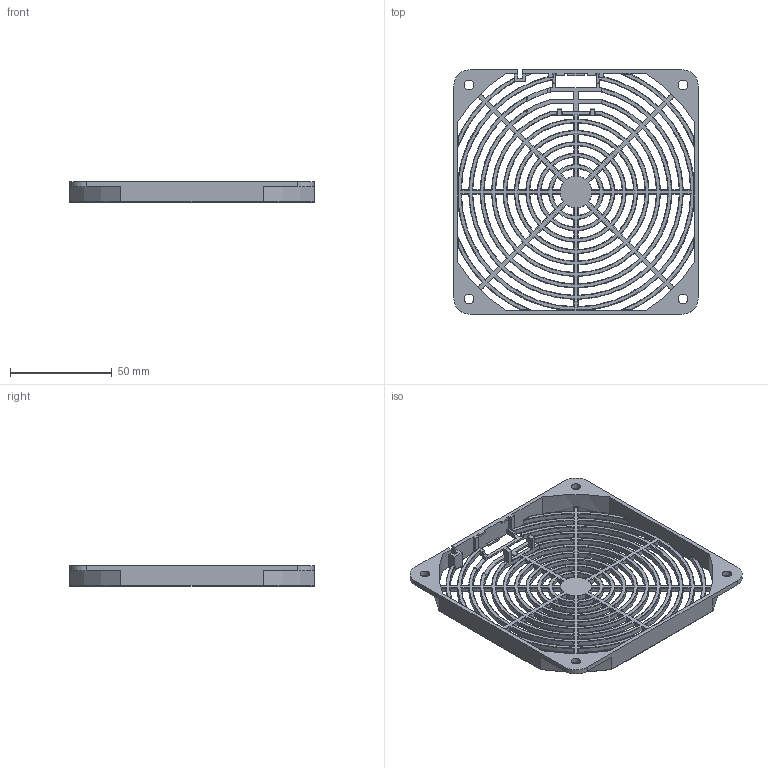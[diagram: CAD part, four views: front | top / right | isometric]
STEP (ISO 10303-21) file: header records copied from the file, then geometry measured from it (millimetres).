
FILE_DESCRIPTION (( 'STEP AP203' ), '1' );
FILE_NAME ('120MM AFM Guard.stp', '2024-01-24T16:27:57', ( '' ), ( '' ), 'SwSTEP 2.0', 'SolidWorks 2018', '' );
FILE_SCHEMA (( 'CONFIG_CONTROL_DESIGN' ));
Length unit declared in the file: millimetre
Products named in the file (1): 120MM AFM Guard
Bounding box: 120 x 120 x 10 mm (x, y, z)
Volume: 23396.4 mm3; surface area: 32883.1 mm2
Topology: 1 solids, 1 shells, 1335 faces, 3284 edges, 1892 vertices
Faces by surface type: cylinder 636, torus 363, plane 244, bspline 92
Entity records: 53947 total; most frequent: CARTESIAN_POINT 24249, ORIENTED_EDGE 6500, DIRECTION 5654, EDGE_CURVE 3250, AXIS2_PLACEMENT_3D 2119, VERTEX_POINT 1892, EDGE_LOOP 1496, VECTOR 1416
